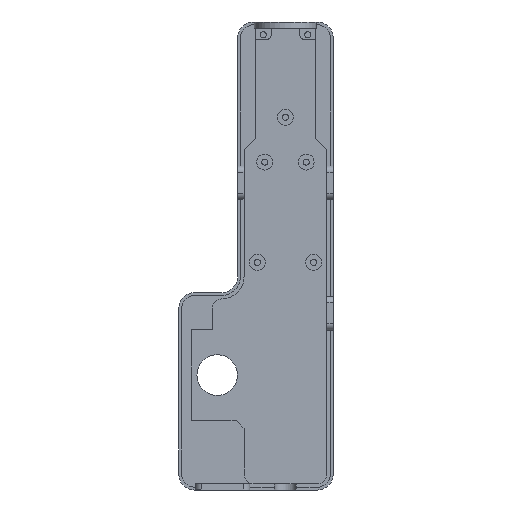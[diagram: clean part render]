
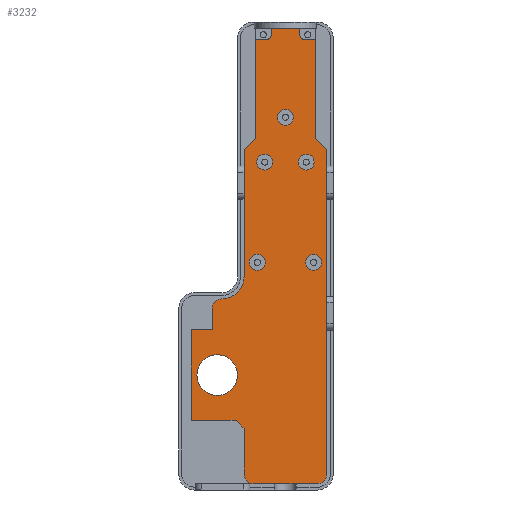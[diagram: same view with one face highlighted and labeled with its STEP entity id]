
A CAD part, front view. The second image highlights one B-rep face of the part: STEP entity #3232.
In plain terms, the highlighted planar face has unit normal (0, -1, 0).
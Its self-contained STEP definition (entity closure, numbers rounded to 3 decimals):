
#27=FACE_BOUND('',#1165,.T.);
#28=FACE_BOUND('',#1166,.T.);
#29=FACE_BOUND('',#1167,.T.);
#30=FACE_BOUND('',#1168,.T.);
#31=FACE_BOUND('',#1169,.T.);
#32=FACE_BOUND('',#1170,.T.);
#124=PLANE('',#3554);
#376=LINE('',#5288,#689);
#410=LINE('',#5381,#723);
#412=LINE('',#5385,#725);
#416=LINE('',#5395,#729);
#420=LINE('',#5404,#733);
#422=LINE('',#5411,#735);
#423=LINE('',#5414,#736);
#424=LINE('',#5416,#737);
#425=LINE('',#5418,#738);
#426=LINE('',#5422,#739);
#427=LINE('',#5424,#740);
#428=LINE('',#5426,#741);
#429=LINE('',#5430,#742);
#430=LINE('',#5432,#743);
#431=LINE('',#5433,#744);
#432=LINE('',#5435,#745);
#433=LINE('',#5437,#746);
#434=LINE('',#5438,#747);
#689=VECTOR('',#4279,10.);
#723=VECTOR('',#4377,10.);
#725=VECTOR('',#4381,10.);
#729=VECTOR('',#4391,10.);
#733=VECTOR('',#4401,10.);
#735=VECTOR('',#4409,10.);
#736=VECTOR('',#4412,10.);
#737=VECTOR('',#4413,10.);
#738=VECTOR('',#4414,10.);
#739=VECTOR('',#4417,10.);
#740=VECTOR('',#4418,10.);
#741=VECTOR('',#4419,10.);
#742=VECTOR('',#4422,10.);
#743=VECTOR('',#4423,10.);
#744=VECTOR('',#4424,10.);
#745=VECTOR('',#4425,10.);
#746=VECTOR('',#4426,10.);
#747=VECTOR('',#4427,10.);
#975=FACE_OUTER_BOUND('',#1164,.T.);
#1164=EDGE_LOOP('',(#2876,#2877,#2878,#2879,#2880,#2881,#2882,#2883,#2884,
#2885,#2886,#2887,#2888,#2889,#2890,#2891,#2892,#2893,#2894,#2895,#2896,
#2897,#2898,#2899));
#1165=EDGE_LOOP('',(#2900));
#1166=EDGE_LOOP('',(#2901));
#1167=EDGE_LOOP('',(#2902));
#1168=EDGE_LOOP('',(#2903));
#1169=EDGE_LOOP('',(#2904));
#1170=EDGE_LOOP('',(#2905));
#1347=CIRCLE('',#3547,7.);
#1348=CIRCLE('',#3550,3.);
#1349=CIRCLE('',#3553,3.);
#1350=CIRCLE('',#3555,3.);
#1351=CIRCLE('',#3556,1.5);
#1352=CIRCLE('',#3557,1.5);
#1353=CIRCLE('',#3558,2.5);
#1354=CIRCLE('',#3559,2.5);
#1355=CIRCLE('',#3560,2.5);
#1356=CIRCLE('',#3561,2.5);
#1357=CIRCLE('',#3562,2.5);
#1358=CIRCLE('',#3563,6.375);
#1603=VERTEX_POINT('',#5285);
#1604=VERTEX_POINT('',#5287);
#1630=VERTEX_POINT('',#5378);
#1631=VERTEX_POINT('',#5380);
#1632=VERTEX_POINT('',#5384);
#1633=VERTEX_POINT('',#5388);
#1634=VERTEX_POINT('',#5390);
#1635=VERTEX_POINT('',#5394);
#1636=VERTEX_POINT('',#5398);
#1637=VERTEX_POINT('',#5399);
#1638=VERTEX_POINT('',#5406);
#1639=VERTEX_POINT('',#5410);
#1640=VERTEX_POINT('',#5413);
#1641=VERTEX_POINT('',#5415);
#1642=VERTEX_POINT('',#5417);
#1643=VERTEX_POINT('',#5419);
#1644=VERTEX_POINT('',#5421);
#1645=VERTEX_POINT('',#5423);
#1646=VERTEX_POINT('',#5425);
#1647=VERTEX_POINT('',#5427);
#1648=VERTEX_POINT('',#5429);
#1649=VERTEX_POINT('',#5431);
#1650=VERTEX_POINT('',#5434);
#1651=VERTEX_POINT('',#5436);
#1652=VERTEX_POINT('',#5439);
#1653=VERTEX_POINT('',#5441);
#1654=VERTEX_POINT('',#5443);
#1655=VERTEX_POINT('',#5445);
#1656=VERTEX_POINT('',#5447);
#1657=VERTEX_POINT('',#5449);
#2016=EDGE_CURVE('',#1604,#1603,#376,.T.);
#2063=EDGE_CURVE('',#1630,#1631,#410,.F.);
#2065=EDGE_CURVE('',#1632,#1631,#412,.T.);
#2068=EDGE_CURVE('',#1633,#1634,#1347,.F.);
#2070=EDGE_CURVE('',#1634,#1635,#416,.T.);
#2072=EDGE_CURVE('',#1636,#1637,#1348,.T.);
#2075=EDGE_CURVE('',#1636,#1630,#420,.T.);
#2076=EDGE_CURVE('',#1633,#1638,#1349,.T.);
#2078=EDGE_CURVE('',#1637,#1639,#422,.T.);
#2079=EDGE_CURVE('',#1639,#1604,#1350,.T.);
#2080=EDGE_CURVE('',#1640,#1603,#423,.F.);
#2081=EDGE_CURVE('',#1641,#1640,#424,.T.);
#2082=EDGE_CURVE('',#1641,#1642,#425,.T.);
#2083=EDGE_CURVE('',#1642,#1643,#1351,.T.);
#2084=EDGE_CURVE('',#1643,#1644,#426,.T.);
#2085=EDGE_CURVE('',#1645,#1644,#427,.T.);
#2086=EDGE_CURVE('',#1645,#1646,#428,.T.);
#2087=EDGE_CURVE('',#1646,#1647,#1352,.T.);
#2088=EDGE_CURVE('',#1647,#1648,#429,.T.);
#2089=EDGE_CURVE('',#1649,#1648,#430,.T.);
#2090=EDGE_CURVE('',#1635,#1649,#431,.F.);
#2091=EDGE_CURVE('',#1638,#1650,#432,.T.);
#2092=EDGE_CURVE('',#1650,#1651,#433,.T.);
#2093=EDGE_CURVE('',#1651,#1632,#434,.T.);
#2094=EDGE_CURVE('',#1652,#1652,#1353,.T.);
#2095=EDGE_CURVE('',#1653,#1653,#1354,.T.);
#2096=EDGE_CURVE('',#1654,#1654,#1355,.T.);
#2097=EDGE_CURVE('',#1655,#1655,#1356,.T.);
#2098=EDGE_CURVE('',#1656,#1656,#1357,.T.);
#2099=EDGE_CURVE('',#1657,#1657,#1358,.T.);
#2876=ORIENTED_EDGE('',*,*,#2072,.T.);
#2877=ORIENTED_EDGE('',*,*,#2078,.T.);
#2878=ORIENTED_EDGE('',*,*,#2079,.T.);
#2879=ORIENTED_EDGE('',*,*,#2016,.T.);
#2880=ORIENTED_EDGE('',*,*,#2080,.F.);
#2881=ORIENTED_EDGE('',*,*,#2081,.F.);
#2882=ORIENTED_EDGE('',*,*,#2082,.T.);
#2883=ORIENTED_EDGE('',*,*,#2083,.T.);
#2884=ORIENTED_EDGE('',*,*,#2084,.T.);
#2885=ORIENTED_EDGE('',*,*,#2085,.F.);
#2886=ORIENTED_EDGE('',*,*,#2086,.T.);
#2887=ORIENTED_EDGE('',*,*,#2087,.T.);
#2888=ORIENTED_EDGE('',*,*,#2088,.T.);
#2889=ORIENTED_EDGE('',*,*,#2089,.F.);
#2890=ORIENTED_EDGE('',*,*,#2090,.F.);
#2891=ORIENTED_EDGE('',*,*,#2070,.F.);
#2892=ORIENTED_EDGE('',*,*,#2068,.F.);
#2893=ORIENTED_EDGE('',*,*,#2076,.T.);
#2894=ORIENTED_EDGE('',*,*,#2091,.T.);
#2895=ORIENTED_EDGE('',*,*,#2092,.T.);
#2896=ORIENTED_EDGE('',*,*,#2093,.T.);
#2897=ORIENTED_EDGE('',*,*,#2065,.T.);
#2898=ORIENTED_EDGE('',*,*,#2063,.F.);
#2899=ORIENTED_EDGE('',*,*,#2075,.F.);
#2900=ORIENTED_EDGE('',*,*,#2094,.T.);
#2901=ORIENTED_EDGE('',*,*,#2095,.T.);
#2902=ORIENTED_EDGE('',*,*,#2096,.T.);
#2903=ORIENTED_EDGE('',*,*,#2097,.T.);
#2904=ORIENTED_EDGE('',*,*,#2098,.T.);
#2905=ORIENTED_EDGE('',*,*,#2099,.F.);
#3232=ADVANCED_FACE('',(#975,#27,#28,#29,#30,#31,#32),#124,.F.);
#3547=AXIS2_PLACEMENT_3D('',#5391,#4386,#4387);
#3550=AXIS2_PLACEMENT_3D('',#5400,#4395,#4396);
#3553=AXIS2_PLACEMENT_3D('',#5407,#4404,#4405);
#3554=AXIS2_PLACEMENT_3D('',#5409,#4407,#4408);
#3555=AXIS2_PLACEMENT_3D('',#5412,#4410,#4411);
#3556=AXIS2_PLACEMENT_3D('',#5420,#4415,#4416);
#3557=AXIS2_PLACEMENT_3D('',#5428,#4420,#4421);
#3558=AXIS2_PLACEMENT_3D('',#5440,#4428,#4429);
#3559=AXIS2_PLACEMENT_3D('',#5442,#4430,#4431);
#3560=AXIS2_PLACEMENT_3D('',#5444,#4432,#4433);
#3561=AXIS2_PLACEMENT_3D('',#5446,#4434,#4435);
#3562=AXIS2_PLACEMENT_3D('',#5448,#4436,#4437);
#3563=AXIS2_PLACEMENT_3D('',#5450,#4438,#4439);
#4279=DIRECTION('',(0.,0.,1.));
#4377=DIRECTION('',(0.707,0.,-0.707));
#4381=DIRECTION('',(1.,0.,0.));
#4386=DIRECTION('center_axis',(0.,1.,0.));
#4387=DIRECTION('ref_axis',(0.707,0.,-0.707));
#4391=DIRECTION('',(0.,0.,1.));
#4395=DIRECTION('center_axis',(0.,-1.,0.));
#4396=DIRECTION('ref_axis',(-0.707,0.,-0.707));
#4401=DIRECTION('',(0.,0.,1.));
#4404=DIRECTION('center_axis',(0.,-1.,0.));
#4405=DIRECTION('ref_axis',(-0.707,0.,0.707));
#4407=DIRECTION('center_axis',(0.,1.,0.));
#4408=DIRECTION('ref_axis',(0.,0.,1.));
#4409=DIRECTION('',(1.,0.,0.));
#4410=DIRECTION('center_axis',(0.,-1.,0.));
#4411=DIRECTION('ref_axis',(0.707,0.,-0.707));
#4412=DIRECTION('',(-0.707,0.,0.707));
#4413=DIRECTION('',(0.,0.,-1.));
#4414=DIRECTION('',(-1.,0.,0.));
#4415=DIRECTION('center_axis',(0.,1.,0.));
#4416=DIRECTION('ref_axis',(-1.,0.,0.));
#4417=DIRECTION('',(0.,0.,1.));
#4418=DIRECTION('',(1.,0.,0.));
#4419=DIRECTION('',(0.,0.,-1.));
#4420=DIRECTION('center_axis',(0.,1.,0.));
#4421=DIRECTION('ref_axis',(0.,0.,1.));
#4422=DIRECTION('',(-1.,0.,0.));
#4423=DIRECTION('',(0.,0.,1.));
#4424=DIRECTION('',(-0.707,0.,-0.707));
#4425=DIRECTION('',(0.,0.,-1.));
#4426=DIRECTION('',(-1.,0.,0.));
#4427=DIRECTION('',(0.,0.,-1.));
#4428=DIRECTION('center_axis',(0.,1.,0.));
#4429=DIRECTION('ref_axis',(-1.,0.,0.));
#4430=DIRECTION('center_axis',(0.,1.,0.));
#4431=DIRECTION('ref_axis',(-1.,0.,0.));
#4432=DIRECTION('center_axis',(0.,1.,0.));
#4433=DIRECTION('ref_axis',(-1.,0.,0.));
#4434=DIRECTION('center_axis',(0.,1.,0.));
#4435=DIRECTION('ref_axis',(-1.,0.,0.));
#4436=DIRECTION('center_axis',(0.,1.,0.));
#4437=DIRECTION('ref_axis',(-1.,0.,0.));
#4438=DIRECTION('center_axis',(0.,-1.,0.));
#4439=DIRECTION('ref_axis',(-1.,0.,0.));
#5285=CARTESIAN_POINT('',(13.,7.5,33.5));
#5287=CARTESIAN_POINT('',(13.,7.5,-68.5));
#5288=CARTESIAN_POINT('',(13.,7.5,-22.375));
#5378=CARTESIAN_POINT('',(-13.,7.5,-54.15));
#5380=CARTESIAN_POINT('',(-15.5,7.5,-51.65));
#5381=CARTESIAN_POINT('',(-31.779,7.5,-35.371));
#5384=CARTESIAN_POINT('',(-29.625,7.5,-51.65));
#5385=CARTESIAN_POINT('',(-17.156,7.5,-51.65));
#5388=CARTESIAN_POINT('',(-20.,7.5,-13.5));
#5390=CARTESIAN_POINT('',(-13.,7.5,-6.5));
#5391=CARTESIAN_POINT('Origin',(-20.,7.5,-6.5));
#5394=CARTESIAN_POINT('',(-13.,7.5,33.5));
#5395=CARTESIAN_POINT('',(-13.,7.5,33.5));
#5398=CARTESIAN_POINT('',(-13.,7.5,-68.5));
#5399=CARTESIAN_POINT('',(-10.,7.5,-71.5));
#5400=CARTESIAN_POINT('Origin',(-10.,7.5,-68.5));
#5404=CARTESIAN_POINT('',(-13.,7.5,33.5));
#5406=CARTESIAN_POINT('',(-23.,7.5,-16.5));
#5407=CARTESIAN_POINT('Origin',(-20.,7.5,-16.5));
#5409=CARTESIAN_POINT('Origin',(0.,7.5,31.465));
#5410=CARTESIAN_POINT('',(10.,7.5,-71.5));
#5411=CARTESIAN_POINT('',(6.5,7.5,-71.5));
#5412=CARTESIAN_POINT('Origin',(10.,7.5,-68.5));
#5413=CARTESIAN_POINT('',(9.5,7.5,37.));
#5414=CARTESIAN_POINT('',(9.384,7.5,37.116));
#5415=CARTESIAN_POINT('',(9.5,7.5,68.));
#5416=CARTESIAN_POINT('',(9.5,7.5,33.5));
#5417=CARTESIAN_POINT('',(5.985,7.5,68.));
#5418=CARTESIAN_POINT('',(2.992,7.5,68.));
#5419=CARTESIAN_POINT('',(4.485,7.5,69.5));
#5420=CARTESIAN_POINT('Origin',(5.985,7.5,69.5));
#5421=CARTESIAN_POINT('',(4.485,7.5,71.5));
#5422=CARTESIAN_POINT('',(4.485,7.5,51.482));
#5423=CARTESIAN_POINT('',(-4.485,7.5,71.5));
#5424=CARTESIAN_POINT('',(9.5,7.5,71.5));
#5425=CARTESIAN_POINT('',(-4.485,7.5,69.5));
#5426=CARTESIAN_POINT('',(-4.485,7.5,50.482));
#5427=CARTESIAN_POINT('',(-5.985,7.5,68.));
#5428=CARTESIAN_POINT('Origin',(-5.985,7.5,69.5));
#5429=CARTESIAN_POINT('',(-9.5,7.5,68.));
#5430=CARTESIAN_POINT('',(-4.75,7.5,68.));
#5431=CARTESIAN_POINT('',(-9.5,7.5,37.));
#5432=CARTESIAN_POINT('',(-9.5,7.5,71.5));
#5433=CARTESIAN_POINT('',(-9.384,7.5,37.116));
#5434=CARTESIAN_POINT('',(-23.,7.5,-23.15));
#5435=CARTESIAN_POINT('',(-23.,7.5,-20.738));
#5436=CARTESIAN_POINT('',(-29.625,7.5,-23.15));
#5437=CARTESIAN_POINT('',(-25.469,7.5,-23.15));
#5438=CARTESIAN_POINT('',(-29.625,7.5,-44.525));
#5439=CARTESIAN_POINT('',(-4.,7.5,29.5));
#5440=CARTESIAN_POINT('Origin',(-6.5,7.5,29.5));
#5441=CARTESIAN_POINT('',(11.325,7.5,-2.));
#5442=CARTESIAN_POINT('Origin',(8.825,7.5,-2.));
#5443=CARTESIAN_POINT('',(2.5,7.5,43.592));
#5444=CARTESIAN_POINT('Origin',(0.,7.5,43.592));
#5445=CARTESIAN_POINT('',(9.,7.5,29.5));
#5446=CARTESIAN_POINT('Origin',(6.5,7.5,29.5));
#5447=CARTESIAN_POINT('',(-6.325,7.5,-2.));
#5448=CARTESIAN_POINT('Origin',(-8.825,7.5,-2.));
#5449=CARTESIAN_POINT('',(-15.05,7.5,-37.4));
#5450=CARTESIAN_POINT('Origin',(-21.425,7.5,-37.4));
